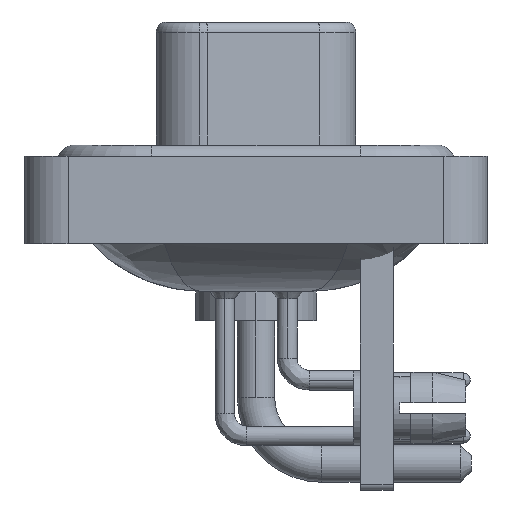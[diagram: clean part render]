
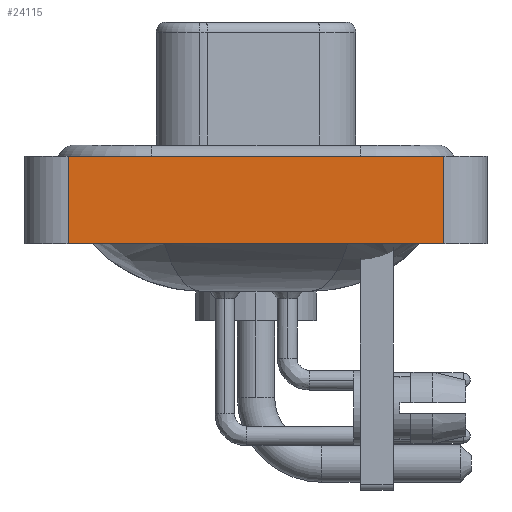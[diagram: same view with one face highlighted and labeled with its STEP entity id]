
A CAD part, left-side view. The second image highlights one B-rep face of the part: STEP entity #24115.
In plain terms, the highlighted planar face has unit normal (-1, 0, 0).
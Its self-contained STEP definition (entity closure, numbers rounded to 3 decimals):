
#261 = LINE ( 'NONE', #12530, #14693 ) ;
#604 = DIRECTION ( 'NONE',  ( 0., 0., 1. ) ) ;
#2602 = ORIENTED_EDGE ( 'NONE', *, *, #9923, .T. ) ;
#4252 = EDGE_CURVE ( 'NONE', #21192, #14339, #15177, .T. ) ;
#5017 = DIRECTION ( 'NONE',  ( 0., -1., 0. ) ) ;
#6603 = VERTEX_POINT ( 'NONE', #14979 ) ;
#7632 = EDGE_CURVE ( 'NONE', #6603, #30687, #10541, .T. ) ;
#8692 = DIRECTION ( 'NONE',  ( 0., 0., 1. ) ) ;
#9923 = EDGE_CURVE ( 'NONE', #30687, #14339, #20784, .T. ) ;
#10188 = EDGE_CURVE ( 'NONE', #6603, #21192, #261, .T. ) ;
#10237 = FACE_OUTER_BOUND ( 'NONE', #14403, .T. ) ;
#10534 = ORIENTED_EDGE ( 'NONE', *, *, #7632, .T. ) ;
#10541 = LINE ( 'NONE', #20381, #31103 ) ;
#10714 = CARTESIAN_POINT ( 'NONE',  ( -7.35, -8.55, -3.6 ) ) ;
#11114 = CARTESIAN_POINT ( 'NONE',  ( -7.35, -8.55, -3.6 ) ) ;
#12530 = CARTESIAN_POINT ( 'NONE',  ( -7.35, 8.55, -3.6 ) ) ;
#12954 = CARTESIAN_POINT ( 'NONE',  ( -7.35, -8.55, 0.4 ) ) ;
#14339 = VERTEX_POINT ( 'NONE', #12954 ) ;
#14403 = EDGE_LOOP ( 'NONE', ( #2602, #24195, #16693, #10534 ) ) ;
#14693 = VECTOR ( 'NONE', #19961, 1000. ) ;
#14872 = VECTOR ( 'NONE', #5017, 1000. ) ;
#14979 = CARTESIAN_POINT ( 'NONE',  ( -7.35, 8.55, -3.6 ) ) ;
#15067 = PLANE ( 'NONE',  #20804 ) ;
#15177 = LINE ( 'NONE', #20170, #14872 ) ;
#16693 = ORIENTED_EDGE ( 'NONE', *, *, #10188, .F. ) ;
#19961 = DIRECTION ( 'NONE',  ( 0., 0., 1. ) ) ;
#20067 = DIRECTION ( 'NONE',  ( -1., 0., 0. ) ) ;
#20170 = CARTESIAN_POINT ( 'NONE',  ( -7.35, -8.55, 0.4 ) ) ;
#20381 = CARTESIAN_POINT ( 'NONE',  ( -7.35, -8.55, -3.6 ) ) ;
#20784 = LINE ( 'NONE', #11114, #22947 ) ;
#20804 = AXIS2_PLACEMENT_3D ( 'NONE', #10714, #20067, #604 ) ;
#21192 = VERTEX_POINT ( 'NONE', #21599 ) ;
#21599 = CARTESIAN_POINT ( 'NONE',  ( -7.35, 8.55, 0.4 ) ) ;
#22947 = VECTOR ( 'NONE', #8692, 1000. ) ;
#24115 = ADVANCED_FACE ( 'NONE', ( #10237 ), #15067, .T. ) ;
#24195 = ORIENTED_EDGE ( 'NONE', *, *, #4252, .F. ) ;
#25763 = CARTESIAN_POINT ( 'NONE',  ( -7.35, -8.55, -3.6 ) ) ;
#27814 = DIRECTION ( 'NONE',  ( 0., -1., 0. ) ) ;
#30687 = VERTEX_POINT ( 'NONE', #25763 ) ;
#31103 = VECTOR ( 'NONE', #27814, 1000. ) ;
